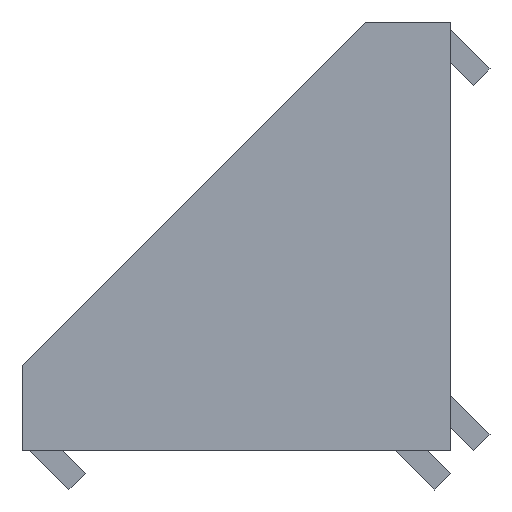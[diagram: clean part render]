
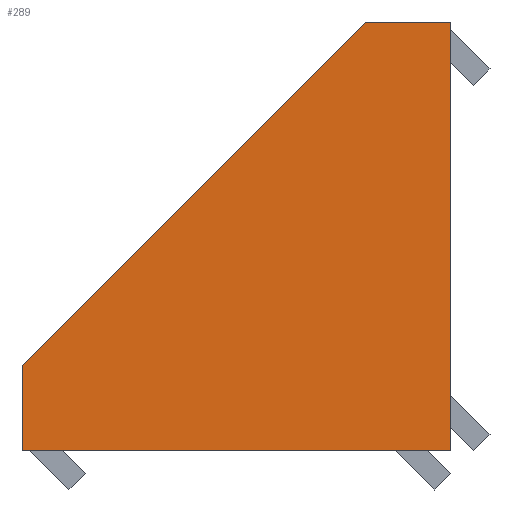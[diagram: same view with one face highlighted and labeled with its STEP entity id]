
A CAD part, left-side view. The second image highlights one B-rep face of the part: STEP entity #289.
In plain terms, the highlighted planar face has unit normal (-1, 0, 0).
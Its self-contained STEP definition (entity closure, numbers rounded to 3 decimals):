
#35 = ORIENTED_EDGE ( 'NONE', *, *, #1884, .F. ) ;
#139 = DIRECTION ( 'NONE',  ( 0., 0., 1. ) ) ;
#170 = ORIENTED_EDGE ( 'NONE', *, *, #1698, .F. ) ;
#177 = LINE ( 'NONE', #1624, #1746 ) ;
#289 = ADVANCED_FACE ( 'NONE', ( #1498 ), #497, .F. ) ;
#374 = LINE ( 'NONE', #3376, #2618 ) ;
#497 = PLANE ( 'NONE',  #3249 ) ;
#511 = LINE ( 'NONE', #3674, #2648 ) ;
#513 = EDGE_CURVE ( 'NONE', #3542, #1925, #374, .T. ) ;
#985 = EDGE_CURVE ( 'NONE', #3232, #1176, #1138, .T. ) ;
#1138 = LINE ( 'NONE', #2100, #1815 ) ;
#1176 = VERTEX_POINT ( 'NONE', #1332 ) ;
#1185 = DIRECTION ( 'NONE',  ( 0., -1., 0. ) ) ;
#1332 = CARTESIAN_POINT ( 'NONE',  ( -14., -13.6, 13.6 ) ) ;
#1390 = DIRECTION ( 'NONE',  ( 0., 0., -1. ) ) ;
#1486 = EDGE_CURVE ( 'NONE', #2844, #3542, #3275, .T. ) ;
#1498 = FACE_OUTER_BOUND ( 'NONE', #1813, .T. ) ;
#1509 = CARTESIAN_POINT ( 'NONE',  ( -14., 0., 0. ) ) ;
#1571 = DIRECTION ( 'NONE',  ( 0., -0.707, 0.707 ) ) ;
#1624 = CARTESIAN_POINT ( 'NONE',  ( -14., 13.6, -8.2 ) ) ;
#1650 = DIRECTION ( 'NONE',  ( 0., 0., -1. ) ) ;
#1698 = EDGE_CURVE ( 'NONE', #1925, #3232, #177, .T. ) ;
#1729 = VECTOR ( 'NONE', #2115, 1000. ) ;
#1746 = VECTOR ( 'NONE', #1571, 1000. ) ;
#1813 = EDGE_LOOP ( 'NONE', ( #3036, #170, #3485, #3572, #35 ) ) ;
#1815 = VECTOR ( 'NONE', #1185, 1000. ) ;
#1884 = EDGE_CURVE ( 'NONE', #1176, #2844, #511, .T. ) ;
#1925 = VERTEX_POINT ( 'NONE', #2427 ) ;
#1975 = CARTESIAN_POINT ( 'NONE',  ( -14., -8.2, 13.6 ) ) ;
#2074 = CARTESIAN_POINT ( 'NONE',  ( -14., -13.6, -13.6 ) ) ;
#2100 = CARTESIAN_POINT ( 'NONE',  ( -14., -8.2, 13.6 ) ) ;
#2115 = DIRECTION ( 'NONE',  ( 0., 1., 0. ) ) ;
#2427 = CARTESIAN_POINT ( 'NONE',  ( -14., 13.6, -8.2 ) ) ;
#2618 = VECTOR ( 'NONE', #139, 1000. ) ;
#2648 = VECTOR ( 'NONE', #1390, 1000. ) ;
#2844 = VERTEX_POINT ( 'NONE', #2931 ) ;
#2931 = CARTESIAN_POINT ( 'NONE',  ( -14., -13.6, -13.6 ) ) ;
#2936 = DIRECTION ( 'NONE',  ( 1., 0., 0. ) ) ;
#3023 = CARTESIAN_POINT ( 'NONE',  ( -14., 13.6, -13.6 ) ) ;
#3036 = ORIENTED_EDGE ( 'NONE', *, *, #985, .F. ) ;
#3232 = VERTEX_POINT ( 'NONE', #1975 ) ;
#3249 = AXIS2_PLACEMENT_3D ( 'NONE', #1509, #2936, #1650 ) ;
#3275 = LINE ( 'NONE', #2074, #1729 ) ;
#3376 = CARTESIAN_POINT ( 'NONE',  ( -14., 13.6, -13.6 ) ) ;
#3485 = ORIENTED_EDGE ( 'NONE', *, *, #513, .F. ) ;
#3542 = VERTEX_POINT ( 'NONE', #3023 ) ;
#3572 = ORIENTED_EDGE ( 'NONE', *, *, #1486, .F. ) ;
#3674 = CARTESIAN_POINT ( 'NONE',  ( -14., -13.6, 13.6 ) ) ;
